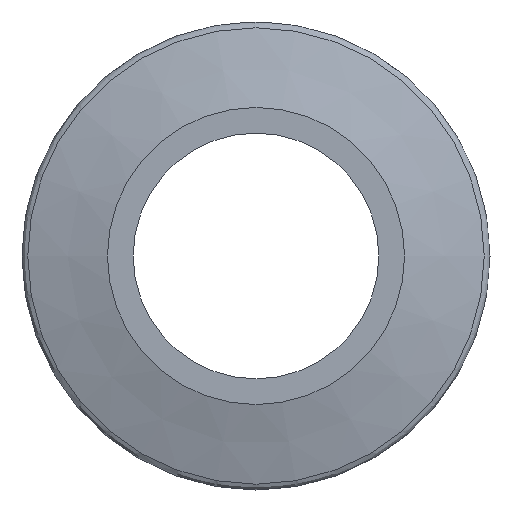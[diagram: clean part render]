
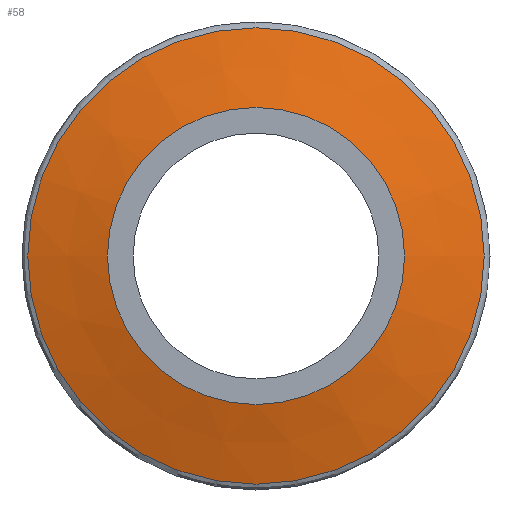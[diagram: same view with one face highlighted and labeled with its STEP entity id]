
A CAD part, left-side view. The second image highlights one B-rep face of the part: STEP entity #58.
In plain terms, the highlighted conical face has half-angle 75 degrees and reference radius 14.629 mm.
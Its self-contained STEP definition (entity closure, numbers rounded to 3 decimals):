
#8 = CARTESIAN_POINT ( 'NONE',  ( -3.099, 0., 0. ) ) ;
#19 = ORIENTED_EDGE ( 'NONE', *, *, #217, .F. ) ;
#32 = FACE_OUTER_BOUND ( 'NONE', #154, .T. ) ;
#34 = DIRECTION ( 'NONE',  ( 0., 0., -1. ) ) ;
#41 = EDGE_LOOP ( 'NONE', ( #19 ) ) ;
#58 = ADVANCED_FACE ( 'NONE', ( #32, #133 ), #99, .T. ) ;
#61 = VERTEX_POINT ( 'NONE', #250 ) ;
#67 = DIRECTION ( 'NONE',  ( 0., 1., 0. ) ) ;
#99 = CONICAL_SURFACE ( 'NONE', #229, 14.629, 1.309 ) ;
#103 = AXIS2_PLACEMENT_3D ( 'NONE', #228, #192, #107 ) ;
#104 = CIRCLE ( 'NONE', #103, 9.525 ) ;
#107 = DIRECTION ( 'NONE',  ( 0., 0., 1. ) ) ;
#130 = ORIENTED_EDGE ( 'NONE', *, *, #242, .T. ) ;
#133 = FACE_BOUND ( 'NONE', #41, .T. ) ;
#151 = CARTESIAN_POINT ( 'NONE',  ( -4.467, 0., 9.525 ) ) ;
#154 = EDGE_LOOP ( 'NONE', ( #130 ) ) ;
#176 = CARTESIAN_POINT ( 'NONE',  ( -3.099, 0., 0. ) ) ;
#192 = DIRECTION ( 'NONE',  ( -1., 0., 0. ) ) ;
#199 = AXIS2_PLACEMENT_3D ( 'NONE', #8, #218, #67 ) ;
#217 = EDGE_CURVE ( 'NONE', #254, #254, #104, .T. ) ;
#218 = DIRECTION ( 'NONE',  ( -1., 0., 0. ) ) ;
#228 = CARTESIAN_POINT ( 'NONE',  ( -4.467, 0., 0. ) ) ;
#229 = AXIS2_PLACEMENT_3D ( 'NONE', #176, #253, #34 ) ;
#231 = CIRCLE ( 'NONE', #199, 14.629 ) ;
#242 = EDGE_CURVE ( 'NONE', #61, #61, #231, .T. ) ;
#250 = CARTESIAN_POINT ( 'NONE',  ( -3.099, 14.629, 0. ) ) ;
#253 = DIRECTION ( 'NONE',  ( 1., 0., 0. ) ) ;
#254 = VERTEX_POINT ( 'NONE', #151 ) ;
